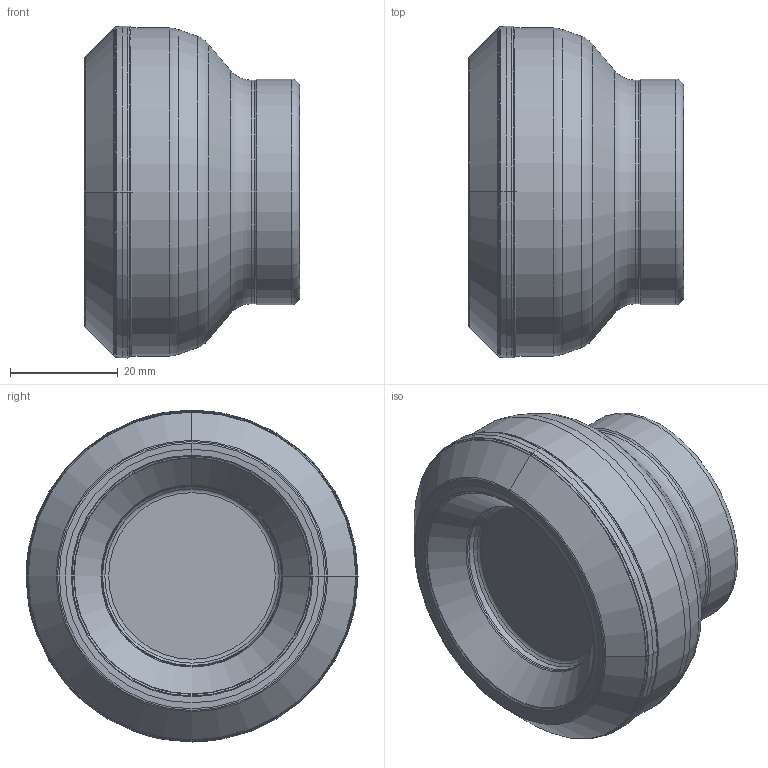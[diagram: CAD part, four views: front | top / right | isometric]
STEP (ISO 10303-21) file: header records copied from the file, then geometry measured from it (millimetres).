
FILE_DESCRIPTION(/* description */ (''),/* implementation_level */ '2;1');
FILE_NAME(/* name */ 'model1.stp',/* time_stamp */ '2023-10-31T15:33:58+03:00',/* author */ (''),/* organization */ (''),/* preprocessor_version */ 'ST-DEVELOPER v19.4',/* originating_system */ 'SIEMENS PLM Software NX2306.3001',/* authorisation */ '');
FILE_SCHEMA (('AUTOMOTIVE_DESIGN { 1 0 10303 214 3 1 1 1 }'));
Length unit declared in the file: millimetre
Products named in the file (1): model1_objects
Bounding box: 40 x 61.73 x 61.73 mm (x, y, z)
Volume: 97388 mm3; surface area: 17284.4 mm2
Topology: 2 solids, 2 shells, 83 faces, 163 edges, 82 vertices
Faces by surface type: bspline 40, cone 28, torus 8, cylinder 3, plane 2, revolution 2
Full cylindrical faces by diameter (mm): 41.6 x1, 42 x1, 61 x1
Entity records: 2899 total; most frequent: CARTESIAN_POINT 1206, DIRECTION 338, ORIENTED_EDGE 292, AXIS2_PLACEMENT_3D 156, EDGE_CURVE 146, EDGE_LOOP 100, ADVANCED_FACE 83, CIRCLE 82
